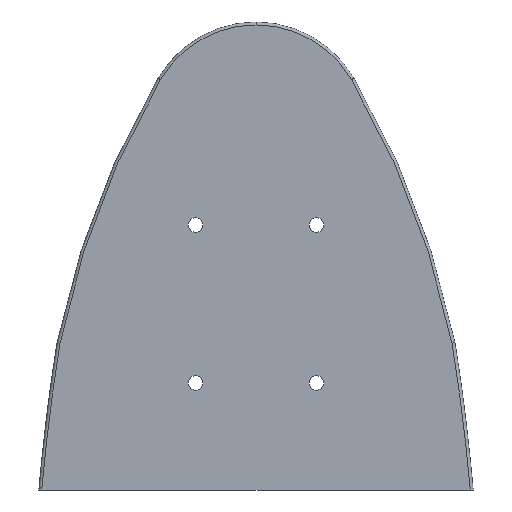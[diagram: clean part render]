
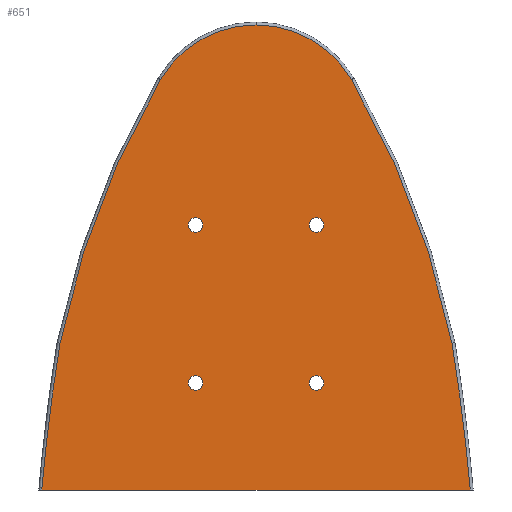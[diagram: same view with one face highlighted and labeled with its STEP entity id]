
A CAD part, front view. The second image highlights one B-rep face of the part: STEP entity #651.
In plain terms, the highlighted planar face has unit normal (0, -1, 0).
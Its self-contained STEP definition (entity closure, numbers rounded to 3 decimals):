
#53=CIRCLE('',#705,719.734);
#74=CIRCLE('',#739,294.952);
#79=CIRCLE('',#745,37.808);
#82=CIRCLE('',#749,37.808);
#84=CIRCLE('',#752,294.952);
#85=CIRCLE('',#754,719.734);
#86=CIRCLE('',#756,2.5);
#87=CIRCLE('',#757,2.5);
#88=CIRCLE('',#758,2.5);
#89=CIRCLE('',#759,2.5);
#111=FACE_BOUND('',#189,.T.);
#112=FACE_BOUND('',#190,.T.);
#113=FACE_BOUND('',#191,.T.);
#114=FACE_BOUND('',#192,.T.);
#138=FACE_OUTER_BOUND('',#188,.T.);
#188=EDGE_LOOP('',(#537,#538,#539,#540,#541,#542,#543));
#189=EDGE_LOOP('',(#544));
#190=EDGE_LOOP('',(#545));
#191=EDGE_LOOP('',(#546));
#192=EDGE_LOOP('',(#547));
#212=LINE('',#1026,#236);
#236=VECTOR('',#795,10.);
#276=VERTEX_POINT('',#1013);
#278=VERTEX_POINT('',#1025);
#293=VERTEX_POINT('',#1113);
#315=VERTEX_POINT('',#1236);
#317=VERTEX_POINT('',#1242);
#319=VERTEX_POINT('',#1248);
#321=VERTEX_POINT('',#1255);
#322=VERTEX_POINT('',#1272);
#323=VERTEX_POINT('',#1274);
#324=VERTEX_POINT('',#1276);
#325=VERTEX_POINT('',#1278);
#335=EDGE_CURVE('',#278,#276,#212,.T.);
#353=EDGE_CURVE('',#278,#293,#53,.T.);
#388=EDGE_CURVE('',#293,#315,#74,.T.);
#393=EDGE_CURVE('',#315,#317,#79,.T.);
#396=EDGE_CURVE('',#317,#319,#82,.T.);
#398=EDGE_CURVE('',#319,#321,#84,.T.);
#400=EDGE_CURVE('',#321,#276,#85,.T.);
#401=EDGE_CURVE('',#322,#322,#86,.T.);
#402=EDGE_CURVE('',#323,#323,#87,.T.);
#403=EDGE_CURVE('',#324,#324,#88,.T.);
#404=EDGE_CURVE('',#325,#325,#89,.T.);
#537=ORIENTED_EDGE('',*,*,#335,.T.);
#538=ORIENTED_EDGE('',*,*,#400,.F.);
#539=ORIENTED_EDGE('',*,*,#398,.F.);
#540=ORIENTED_EDGE('',*,*,#396,.F.);
#541=ORIENTED_EDGE('',*,*,#393,.F.);
#542=ORIENTED_EDGE('',*,*,#388,.F.);
#543=ORIENTED_EDGE('',*,*,#353,.F.);
#544=ORIENTED_EDGE('',*,*,#401,.T.);
#545=ORIENTED_EDGE('',*,*,#402,.T.);
#546=ORIENTED_EDGE('',*,*,#403,.T.);
#547=ORIENTED_EDGE('',*,*,#404,.T.);
#628=PLANE('',#755);
#651=ADVANCED_FACE('',(#138,#111,#112,#113,#114),#628,.F.);
#705=AXIS2_PLACEMENT_3D('',#1114,#820,#821);
#739=AXIS2_PLACEMENT_3D('',#1237,#895,#896);
#745=AXIS2_PLACEMENT_3D('',#1246,#907,#908);
#749=AXIS2_PLACEMENT_3D('',#1252,#915,#916);
#752=AXIS2_PLACEMENT_3D('',#1256,#921,#922);
#754=AXIS2_PLACEMENT_3D('',#1270,#925,#926);
#755=AXIS2_PLACEMENT_3D('',#1271,#927,#928);
#756=AXIS2_PLACEMENT_3D('',#1273,#929,#930);
#757=AXIS2_PLACEMENT_3D('',#1275,#931,#932);
#758=AXIS2_PLACEMENT_3D('',#1277,#933,#934);
#759=AXIS2_PLACEMENT_3D('',#1279,#935,#936);
#795=DIRECTION('',(1.,0.,0.));
#820=DIRECTION('center_axis',(0.,1.,0.));
#821=DIRECTION('ref_axis',(-0.999,0.,0.054));
#895=DIRECTION('center_axis',(0.,1.,0.));
#896=DIRECTION('ref_axis',(-0.934,0.,0.356));
#907=DIRECTION('center_axis',(0.,1.,0.));
#908=DIRECTION('ref_axis',(-0.498,0.,0.867));
#915=DIRECTION('center_axis',(0.,1.,0.));
#916=DIRECTION('ref_axis',(0.498,0.,0.867));
#921=DIRECTION('center_axis',(0.,1.,0.));
#922=DIRECTION('ref_axis',(0.934,0.,0.356));
#925=DIRECTION('center_axis',(0.,1.,0.));
#926=DIRECTION('ref_axis',(0.999,0.,0.054));
#927=DIRECTION('center_axis',(0.,1.,0.));
#928=DIRECTION('ref_axis',(0.,0.,1.));
#929=DIRECTION('center_axis',(0.,1.,0.));
#930=DIRECTION('ref_axis',(-1.,0.,0.));
#931=DIRECTION('center_axis',(0.,1.,0.));
#932=DIRECTION('ref_axis',(-1.,0.,0.));
#933=DIRECTION('center_axis',(0.,1.,0.));
#934=DIRECTION('ref_axis',(-1.,0.,0.));
#935=DIRECTION('center_axis',(0.,1.,0.));
#936=DIRECTION('ref_axis',(-1.,0.,0.));
#1013=CARTESIAN_POINT('',(72.85,0.,128.483));
#1025=CARTESIAN_POINT('',(-73.633,0.,128.483));
#1026=CARTESIAN_POINT('',(-50.392,0.,128.483));
#1113=CARTESIAN_POINT('',(-67.412,0.,178.665));
#1114=CARTESIAN_POINT('Origin',(643.303,0.,65.081));
#1236=CARTESIAN_POINT('',(-33.036,0.,268.747));
#1237=CARTESIAN_POINT('Origin',(221.639,0.,119.962));
#1242=CARTESIAN_POINT('',(-0.392,0.,287.483));
#1246=CARTESIAN_POINT('Origin',(-0.391,0.,249.675));
#1248=CARTESIAN_POINT('',(32.253,0.,268.747));
#1252=CARTESIAN_POINT('Origin',(-0.392,0.,249.675));
#1255=CARTESIAN_POINT('',(66.629,0.,178.665));
#1256=CARTESIAN_POINT('Origin',(-222.422,0.,119.962));
#1270=CARTESIAN_POINT('Origin',(-644.086,0.,65.081));
#1271=CARTESIAN_POINT('Origin',(-0.392,0.,9.083));
#1272=CARTESIAN_POINT('',(-18.529,0.,219.075));
#1273=CARTESIAN_POINT('Origin',(-21.029,0.,219.075));
#1274=CARTESIAN_POINT('',(22.746,0.,219.075));
#1275=CARTESIAN_POINT('Origin',(20.246,0.,219.075));
#1276=CARTESIAN_POINT('',(-18.529,0.,165.1));
#1277=CARTESIAN_POINT('Origin',(-21.029,0.,165.1));
#1278=CARTESIAN_POINT('',(22.746,0.,165.1));
#1279=CARTESIAN_POINT('Origin',(20.246,0.,165.1));
